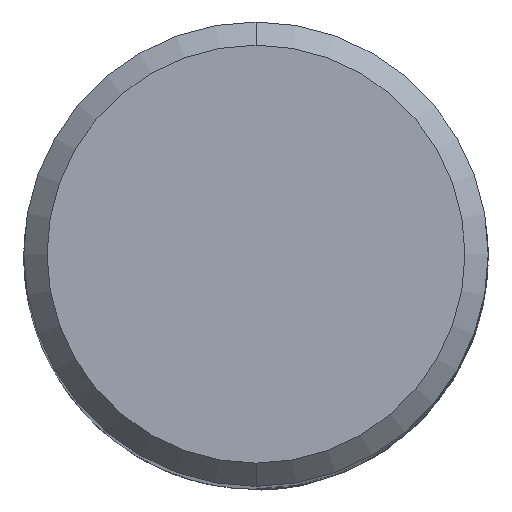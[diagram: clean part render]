
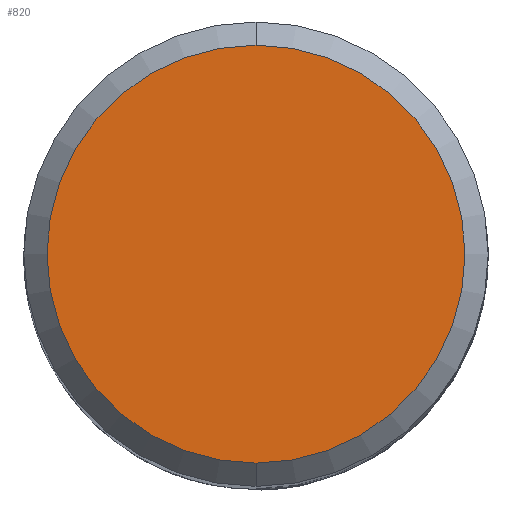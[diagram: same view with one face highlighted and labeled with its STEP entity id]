
A CAD part, top view. The second image highlights one B-rep face of the part: STEP entity #820.
In plain terms, the highlighted planar face has unit normal (0, 0, 1).
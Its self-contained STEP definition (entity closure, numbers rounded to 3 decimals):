
#750=VERTEX_POINT('',#1613);
#820=ADVANCED_FACE('',(#1689),#1690,.T.);
#888=VERTEX_POINT('',#1764);
#1048=EDGE_CURVE('',#888,#750,#1938,.T.);
#1172=EDGE_CURVE('',#750,#888,#2074,.T.);
#1613=CARTESIAN_POINT('',(0.0,9.0,0.0));
#1689=FACE_OUTER_BOUND('',#5799,.T.);
#1690=PLANE('',#5800);
#1764=CARTESIAN_POINT('',(0.,-9.0,0.0));
#1938=CIRCLE('',#7687,9.0);
#2074=CIRCLE('',#8630,9.0);
#5799=EDGE_LOOP('',(#9524,#9525));
#5800=AXIS2_PLACEMENT_3D('',#9526,#9527,#9528);
#7687=AXIS2_PLACEMENT_3D('',#9792,#9793,#9794);
#8630=AXIS2_PLACEMENT_3D('',#9950,#9951,#9952);
#9524=ORIENTED_EDGE('',*,*,#1172,.F.);
#9525=ORIENTED_EDGE('',*,*,#1048,.F.);
#9526=CARTESIAN_POINT('',(0.0,4.5,0.0));
#9527=DIRECTION('',(-0.0,0.0,1.0));
#9528=DIRECTION('',(0.0,-1.0,0.0));
#9792=CARTESIAN_POINT('',(0.0,0.0,0.0));
#9793=DIRECTION('',(0.0,0.0,-1.0));
#9794=DIRECTION('',(0.0,1.0,0.0));
#9950=CARTESIAN_POINT('',(0.0,0.0,0.0));
#9951=DIRECTION('',(0.0,0.0,-1.0));
#9952=DIRECTION('',(0.0,1.0,0.0));
